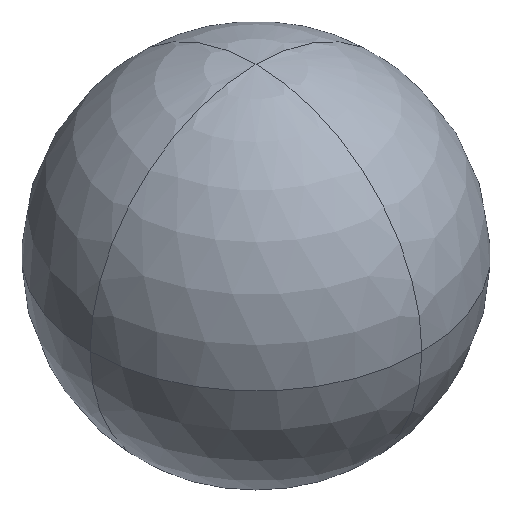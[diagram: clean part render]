
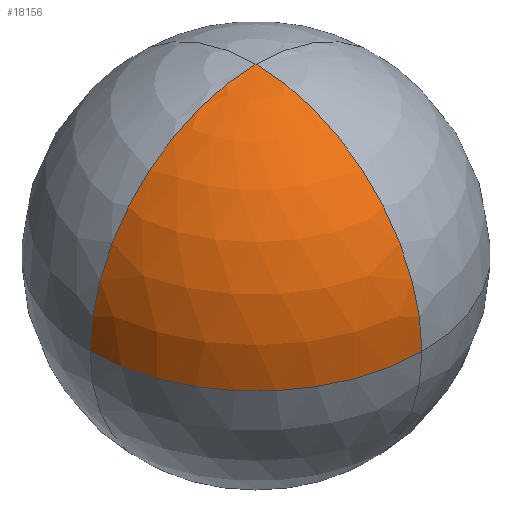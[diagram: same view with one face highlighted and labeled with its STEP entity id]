
A CAD part, isometric view. The second image highlights one B-rep face of the part: STEP entity #18156.
In plain terms, the highlighted spherical face has radius 8 mm.
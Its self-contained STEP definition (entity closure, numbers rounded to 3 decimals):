
#406=SPHERICAL_SURFACE('',#19249,8.);
#434=CIRCLE('',#19241,8.);
#436=CIRCLE('',#19244,8.);
#438=CIRCLE('',#19248,8.);
#1838=ORIENTED_EDGE('',*,*,#7662,.T.);
#1839=ORIENTED_EDGE('',*,*,#7657,.T.);
#1840=ORIENTED_EDGE('',*,*,#7660,.F.);
#7657=EDGE_CURVE('',#10571,#10574,#434,.T.);
#7660=EDGE_CURVE('',#10576,#10574,#436,.T.);
#7662=EDGE_CURVE('',#10576,#10571,#438,.T.);
#10571=VERTEX_POINT('',#27841);
#10574=VERTEX_POINT('',#27846);
#10576=VERTEX_POINT('',#27852);
#15352=EDGE_LOOP('',(#1838,#1839,#1840));
#16374=FACE_BOUND('',#15352,.T.);
#18156=ADVANCED_FACE('',(#16374),#406,.T.);
#19241=AXIS2_PLACEMENT_3D('',#27847,#21650,#21651);
#19244=AXIS2_PLACEMENT_3D('',#27853,#21657,#21658);
#19248=AXIS2_PLACEMENT_3D('',#27857,#21665,#21666);
#19249=AXIS2_PLACEMENT_3D('',#27858,#21667,#21668);
#21650=DIRECTION('',(-1.,0.,0.));
#21651=DIRECTION('',(0.,-1.,0.));
#21657=DIRECTION('',(0.,1.,0.));
#21658=DIRECTION('',(-1.,0.,0.));
#21665=DIRECTION('',(0.,0.,1.));
#21666=DIRECTION('',(1.,0.,0.));
#21667=DIRECTION('',(0.,0.,1.));
#21668=DIRECTION('',(1.,0.,0.));
#27841=CARTESIAN_POINT('',(0.,-8.,2.4));
#27846=CARTESIAN_POINT('',(0.,0.,10.4));
#27847=CARTESIAN_POINT('',(0.,0.,2.4));
#27852=CARTESIAN_POINT('',(-8.,0.,2.4));
#27853=CARTESIAN_POINT('',(0.,0.,2.4));
#27857=CARTESIAN_POINT('',(0.,0.,2.4));
#27858=CARTESIAN_POINT('',(0.,0.,2.4));
